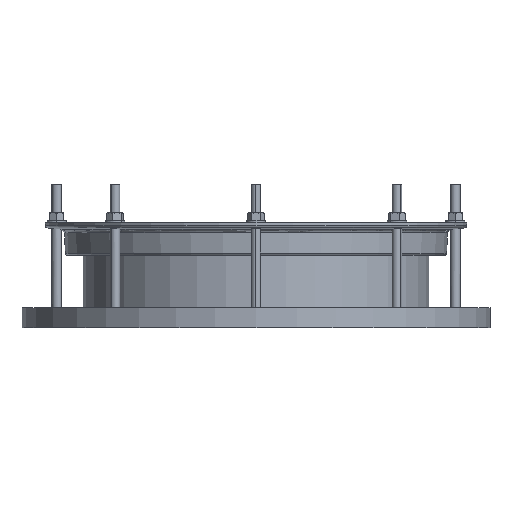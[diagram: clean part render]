
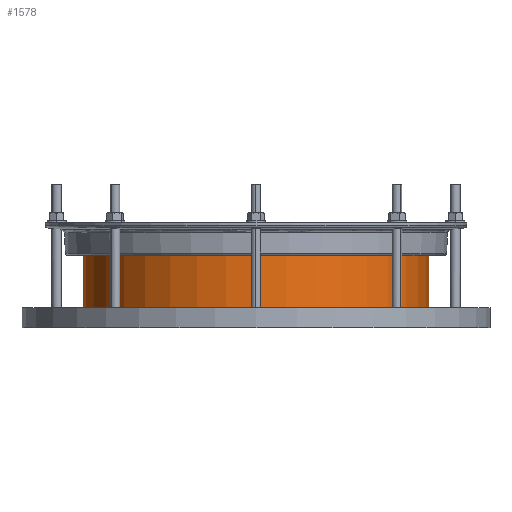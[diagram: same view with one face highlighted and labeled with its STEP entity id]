
A CAD part, front view. The second image highlights one B-rep face of the part: STEP entity #1578.
In plain terms, the highlighted cylindrical face has radius 214 mm (diameter 428 mm), a partial arc.
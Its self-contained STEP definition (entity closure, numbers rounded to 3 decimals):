
#69 = VECTOR ( 'NONE', #5366, 1000. ) ;
#109 = LINE ( 'NONE', #5384, #69 ) ;
#324 = CYLINDRICAL_SURFACE ( 'NONE', #1851, 214. ) ;
#536 = VERTEX_POINT ( 'NONE', #2711 ) ;
#617 = VERTEX_POINT ( 'NONE', #2698 ) ;
#619 = CIRCLE ( 'NONE', #1641, 214. ) ;
#677 = VERTEX_POINT ( 'NONE', #2684 ) ;
#920 = CIRCLE ( 'NONE', #1729, 214. ) ;
#1097 = LINE ( 'NONE', #7443, #1342 ) ;
#1247 = FACE_OUTER_BOUND ( 'NONE', #3911, .T. ) ;
#1342 = VECTOR ( 'NONE', #7432, 1000. ) ;
#1578 = ADVANCED_FACE ( 'NONE', ( #1247 ), #324, .T. ) ;
#1641 = AXIS2_PLACEMENT_3D ( 'NONE', #7683, #8048, #7322 ) ;
#1729 = AXIS2_PLACEMENT_3D ( 'NONE', #7694, #7693, #7692 ) ;
#1851 = AXIS2_PLACEMENT_3D ( 'NONE', #6782, #6783, #6788 ) ;
#2684 = CARTESIAN_POINT ( 'NONE',  ( 214., 0., 25. ) ) ;
#2698 = CARTESIAN_POINT ( 'NONE',  ( -214., 0., 90. ) ) ;
#2711 = CARTESIAN_POINT ( 'NONE',  ( 214., 0., 90. ) ) ;
#3358 = ORIENTED_EDGE ( 'NONE', *, *, #8470, .F. ) ;
#3475 = ORIENTED_EDGE ( 'NONE', *, *, #8560, .F. ) ;
#3591 = ORIENTED_EDGE ( 'NONE', *, *, #8417, .T. ) ;
#3709 = ORIENTED_EDGE ( 'NONE', *, *, #8850, .T. ) ;
#3911 = EDGE_LOOP ( 'NONE', ( #3358, #3475, #3709, #3591 ) ) ;
#4880 = VERTEX_POINT ( 'NONE', #6551 ) ;
#5366 = DIRECTION ( 'NONE',  ( 0., 0., -1. ) ) ;
#5384 = CARTESIAN_POINT ( 'NONE',  ( -214., 0., 100. ) ) ;
#6551 = CARTESIAN_POINT ( 'NONE',  ( -214., 0., 25. ) ) ;
#6782 = CARTESIAN_POINT ( 'NONE',  ( 0., 0., 100. ) ) ;
#6783 = DIRECTION ( 'NONE',  ( 0., 0., -1. ) ) ;
#6788 = DIRECTION ( 'NONE',  ( -1., 0., 0. ) ) ;
#7322 = DIRECTION ( 'NONE',  ( 1., 0., 0. ) ) ;
#7432 = DIRECTION ( 'NONE',  ( 0., 0., -1. ) ) ;
#7443 = CARTESIAN_POINT ( 'NONE',  ( 214., 0., 100. ) ) ;
#7683 = CARTESIAN_POINT ( 'NONE',  ( 0., 0., 90. ) ) ;
#7692 = DIRECTION ( 'NONE',  ( 1., 0., 0. ) ) ;
#7693 = DIRECTION ( 'NONE',  ( 0., 0., 1. ) ) ;
#7694 = CARTESIAN_POINT ( 'NONE',  ( 0., 0., 25. ) ) ;
#8048 = DIRECTION ( 'NONE',  ( 0., 0., 1. ) ) ;
#8417 = EDGE_CURVE ( 'NONE', #4880, #677, #920, .T. ) ;
#8470 = EDGE_CURVE ( 'NONE', #536, #677, #1097, .T. ) ;
#8560 = EDGE_CURVE ( 'NONE', #617, #536, #619, .T. ) ;
#8850 = EDGE_CURVE ( 'NONE', #617, #4880, #109, .T. ) ;
